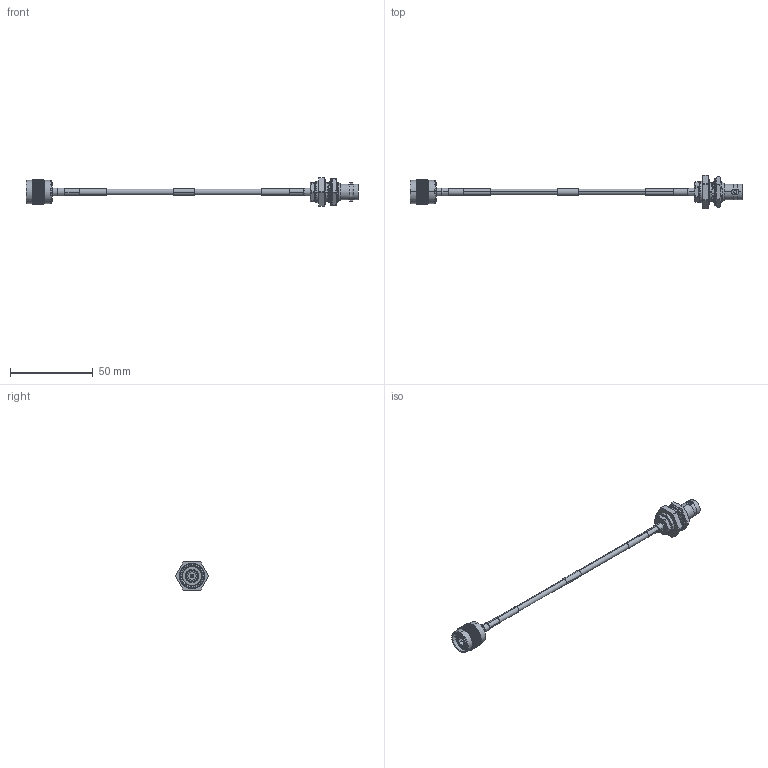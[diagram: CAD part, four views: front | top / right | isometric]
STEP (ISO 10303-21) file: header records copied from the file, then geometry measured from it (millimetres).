
FILE_DESCRIPTION (( 'STEP AP214' ), '1' );
FILE_NAME ('LCCA30526_3D.STEP', '2020-05-11T17:12:00', ( '' ), ( '' ), 'SwSTEP 2.0', 'SolidWorks 2018', '' );
FILE_SCHEMA (( 'AUTOMOTIVE_DESIGN' ));
Length unit declared in the file: inch
Products named in the file (6): LC141TBJ-PROD; LCCN3065; 1AW01-003_.152 ID; LCCA30526_3D; LCCN3059; LC141TBJ (141 Formable with HeatShrink)
Assembly tree (7 placements, depth 3):
  LCCA30526_3D
    LC141TBJ-PROD
      LC141TBJ (141 Formable with HeatShrink)
      1AW01-003_.152 ID  x3
    LCCN3059
    LCCN3065
Bounding box: 200.41 x 19.93 x 17.5 mm (x, y, z)
Volume: 6377.1 mm3; surface area: 9286.8 mm2
Topology: 11 solids, 11 shells, 2476 faces, 5455 edges, 3024 vertices
Faces by surface type: bspline 1753, cylinder 533, plane 119, cone 61, torus 10
Entity records: 106015 total; most frequent: CARTESIAN_POINT 70147, ORIENTED_EDGE 10862, EDGE_CURVE 5431, VERTEX_POINT 3008, DIRECTION 2773, EDGE_LOOP 2499, FACE_OUTER_BOUND 2464, ADVANCED_FACE 2464
